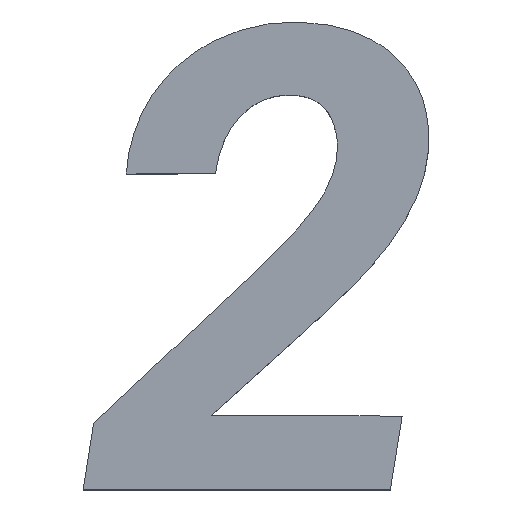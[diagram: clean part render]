
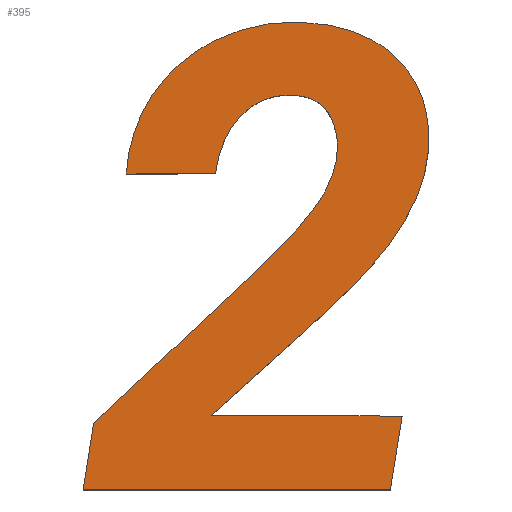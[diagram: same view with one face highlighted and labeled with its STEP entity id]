
A CAD part, top view. The second image highlights one B-rep face of the part: STEP entity #395.
In plain terms, the highlighted planar face has unit normal (0, 0, 1).
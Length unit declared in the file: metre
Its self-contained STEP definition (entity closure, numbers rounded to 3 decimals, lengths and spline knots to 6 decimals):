
#27=CIRCLE('',#424,0.000801);
#28=CIRCLE('',#426,0.001938);
#29=CIRCLE('',#428,0.001952);
#30=CIRCLE('',#430,0.002212);
#38=B_SPLINE_CURVE_WITH_KNOTS('',2,(#613,#614,#615),.UNSPECIFIED.,.F.,.F.,
(3,3),(0.,1.),.PIECEWISE_BEZIER_KNOTS.);
#39=B_SPLINE_CURVE_WITH_KNOTS('',2,(#626,#627,#628),.UNSPECIFIED.,.F.,.F.,
(3,3),(0.,1.),.PIECEWISE_BEZIER_KNOTS.);
#40=B_SPLINE_CURVE_WITH_KNOTS('',2,(#639,#640,#641),.UNSPECIFIED.,.F.,.F.,
(3,3),(0.,1.),.PIECEWISE_BEZIER_KNOTS.);
#41=B_SPLINE_CURVE_WITH_KNOTS('',2,(#654,#655,#656),.UNSPECIFIED.,.F.,.F.,
(3,3),(0.,1.),.PIECEWISE_BEZIER_KNOTS.);
#42=B_SPLINE_CURVE_WITH_KNOTS('',2,(#679,#680,#681),.UNSPECIFIED.,.F.,.F.,
(3,3),(0.,1.),.PIECEWISE_BEZIER_KNOTS.);
#43=B_SPLINE_CURVE_WITH_KNOTS('',2,(#692,#693,#694),.UNSPECIFIED.,.F.,.F.,
(3,3),(0.,1.),.PIECEWISE_BEZIER_KNOTS.);
#44=B_SPLINE_CURVE_WITH_KNOTS('',2,(#696,#697,#698),.UNSPECIFIED.,.F.,.F.,
(3,3),(0.,1.),.PIECEWISE_BEZIER_KNOTS.);
#136=ORIENTED_EDGE('',*,*,#179,.F.);
#137=ORIENTED_EDGE('',*,*,#182,.F.);
#138=ORIENTED_EDGE('',*,*,#184,.F.);
#139=ORIENTED_EDGE('',*,*,#186,.F.);
#140=ORIENTED_EDGE('',*,*,#188,.F.);
#141=ORIENTED_EDGE('',*,*,#215,.F.);
#142=ORIENTED_EDGE('',*,*,#214,.F.);
#143=ORIENTED_EDGE('',*,*,#212,.F.);
#144=ORIENTED_EDGE('',*,*,#210,.F.);
#145=ORIENTED_EDGE('',*,*,#208,.F.);
#146=ORIENTED_EDGE('',*,*,#206,.F.);
#147=ORIENTED_EDGE('',*,*,#190,.F.);
#148=ORIENTED_EDGE('',*,*,#204,.F.);
#149=ORIENTED_EDGE('',*,*,#203,.F.);
#150=ORIENTED_EDGE('',*,*,#201,.F.);
#151=ORIENTED_EDGE('',*,*,#199,.F.);
#152=ORIENTED_EDGE('',*,*,#197,.F.);
#153=ORIENTED_EDGE('',*,*,#193,.F.);
#154=ORIENTED_EDGE('',*,*,#195,.F.);
#179=EDGE_CURVE('',#235,#236,#263,.T.);
#182=EDGE_CURVE('',#237,#235,#266,.T.);
#184=EDGE_CURVE('',#238,#237,#268,.T.);
#186=EDGE_CURVE('',#239,#238,#270,.T.);
#188=EDGE_CURVE('',#240,#239,#272,.T.);
#190=EDGE_CURVE('',#241,#242,#274,.T.);
#193=EDGE_CURVE('',#243,#244,#277,.T.);
#195=EDGE_CURVE('',#236,#243,#279,.T.);
#197=EDGE_CURVE('',#244,#245,#38,.T.);
#199=EDGE_CURVE('',#245,#246,#39,.T.);
#201=EDGE_CURVE('',#246,#247,#40,.T.);
#203=EDGE_CURVE('',#247,#248,#27,.T.);
#204=EDGE_CURVE('',#248,#241,#41,.T.);
#206=EDGE_CURVE('',#242,#249,#28,.F.);
#208=EDGE_CURVE('',#249,#250,#29,.F.);
#210=EDGE_CURVE('',#250,#251,#30,.F.);
#212=EDGE_CURVE('',#251,#252,#42,.T.);
#214=EDGE_CURVE('',#252,#253,#43,.T.);
#215=EDGE_CURVE('',#253,#240,#44,.T.);
#235=VERTEX_POINT('',#569);
#236=VERTEX_POINT('',#571);
#237=VERTEX_POINT('',#575);
#238=VERTEX_POINT('',#579);
#239=VERTEX_POINT('',#583);
#240=VERTEX_POINT('',#587);
#241=VERTEX_POINT('',#591);
#242=VERTEX_POINT('',#593);
#243=VERTEX_POINT('',#597);
#244=VERTEX_POINT('',#599);
#245=VERTEX_POINT('',#612);
#246=VERTEX_POINT('',#625);
#247=VERTEX_POINT('',#638);
#248=VERTEX_POINT('',#644);
#249=VERTEX_POINT('',#659);
#250=VERTEX_POINT('',#663);
#251=VERTEX_POINT('',#667);
#252=VERTEX_POINT('',#678);
#253=VERTEX_POINT('',#691);
#263=LINE('',#570,#298);
#266=LINE('',#576,#301);
#268=LINE('',#580,#303);
#270=LINE('',#584,#305);
#272=LINE('',#588,#307);
#274=LINE('',#592,#309);
#277=LINE('',#598,#312);
#279=LINE('',#602,#314);
#298=VECTOR('',#455,1.);
#301=VECTOR('',#460,1.);
#303=VECTOR('',#464,1.);
#305=VECTOR('',#468,1.);
#307=VECTOR('',#472,1.);
#309=VECTOR('',#476,1.);
#312=VECTOR('',#481,1.);
#314=VECTOR('',#485,1.);
#343=EDGE_LOOP('',(#136,#137,#138,#139,#140,#141,#142,#143,#144,#145,#146,
#147,#148,#149,#150,#151,#152,#153,#154));
#364=FACE_BOUND('',#343,.T.);
#375=PLANE('',#431);
#395=ADVANCED_FACE('',(#364),#375,.T.);
#424=AXIS2_PLACEMENT_3D('',#645,#492,#493);
#426=AXIS2_PLACEMENT_3D('',#660,#497,#498);
#428=AXIS2_PLACEMENT_3D('',#664,#502,#503);
#430=AXIS2_PLACEMENT_3D('',#668,#507,#508);
#431=AXIS2_PLACEMENT_3D('',#695,#511,#512);
#455=DIRECTION('',(-1.,0.,0.));
#460=DIRECTION('',(-0.157,-0.988,0.));
#464=DIRECTION('',(1.,-0.003,0.));
#468=DIRECTION('',(-0.743,-0.669,0.));
#472=DIRECTION('',(-0.725,-0.689,0.));
#476=DIRECTION('',(-1.,-0.003,0.));
#481=DIRECTION('',(0.729,0.684,0.));
#485=DIRECTION('',(0.155,0.988,0.));
#492=DIRECTION('',(0.,0.,1.));
#493=DIRECTION('',(1.,0.,0.));
#497=DIRECTION('',(0.,0.,1.));
#498=DIRECTION('',(1.,0.,0.));
#502=DIRECTION('',(0.,0.,1.));
#503=DIRECTION('',(1.,0.,0.));
#507=DIRECTION('',(0.,0.,1.));
#508=DIRECTION('',(1.,0.,0.));
#511=DIRECTION('',(0.,0.,1.));
#512=DIRECTION('',(1.,0.,0.));
#569=CARTESIAN_POINT('',(0.20057,-0.066573,0.0012));
#570=CARTESIAN_POINT('',(0.198665,-0.066573,0.0012));
#571=CARTESIAN_POINT('',(0.196761,-0.066573,0.0012));
#575=CARTESIAN_POINT('',(0.200715,-0.065658,0.0012));
#576=CARTESIAN_POINT('',(0.200642,-0.066115,0.0012));
#579=CARTESIAN_POINT('',(0.198352,-0.06565,0.0012));
#580=CARTESIAN_POINT('',(0.199534,-0.065654,0.0012));
#583=CARTESIAN_POINT('',(0.199522,-0.064597,0.0012));
#584=CARTESIAN_POINT('',(0.198937,-0.065124,0.0012));
#587=CARTESIAN_POINT('',(0.200087,-0.064059,0.0012));
#588=CARTESIAN_POINT('',(0.199804,-0.064328,0.0012));
#591=CARTESIAN_POINT('',(0.198402,-0.062653,0.0012));
#592=CARTESIAN_POINT('',(0.197848,-0.062655,0.0012));
#593=CARTESIAN_POINT('',(0.197295,-0.062657,0.0012));
#597=CARTESIAN_POINT('',(0.19689,-0.065748,0.0012));
#598=CARTESIAN_POINT('',(0.197906,-0.064796,0.0012));
#599=CARTESIAN_POINT('',(0.198921,-0.063843,0.0012));
#602=CARTESIAN_POINT('',(0.196825,-0.06616,0.0012));
#612=CARTESIAN_POINT('',(0.19975,-0.062893,0.0012));
#613=CARTESIAN_POINT('',(0.198921,-0.063843,0.0012));
#614=CARTESIAN_POINT('',(0.199545,-0.063258,0.0012));
#615=CARTESIAN_POINT('',(0.19975,-0.062893,0.0012));
#625=CARTESIAN_POINT('',(0.199902,-0.062178,0.0012));
#626=CARTESIAN_POINT('',(0.19975,-0.062893,0.0012));
#627=CARTESIAN_POINT('',(0.199954,-0.062527,0.0012));
#628=CARTESIAN_POINT('',(0.199902,-0.062178,0.0012));
#638=CARTESIAN_POINT('',(0.199341,-0.061679,0.0012));
#639=CARTESIAN_POINT('',(0.199902,-0.062178,0.0012));
#640=CARTESIAN_POINT('',(0.199821,-0.061692,0.0012));
#641=CARTESIAN_POINT('',(0.199341,-0.061679,0.0012));
#644=CARTESIAN_POINT('',(0.19871,-0.061943,0.0012));
#645=CARTESIAN_POINT('',(0.199305,-0.062481,0.0012));
#654=CARTESIAN_POINT('',(0.19871,-0.061943,0.0012));
#655=CARTESIAN_POINT('',(0.198457,-0.062213,0.0012));
#656=CARTESIAN_POINT('',(0.198402,-0.062653,0.0012));
#659=CARTESIAN_POINT('',(0.197613,-0.061687,0.0012));
#660=CARTESIAN_POINT('',(0.199231,-0.062754,0.0012));
#663=CARTESIAN_POINT('',(0.198377,-0.06101,0.0012));
#664=CARTESIAN_POINT('',(0.199244,-0.062759,0.0012));
#667=CARTESIAN_POINT('',(0.199407,-0.060772,0.0012));
#668=CARTESIAN_POINT('',(0.199374,-0.062984,0.0012));
#678=CARTESIAN_POINT('',(0.200649,-0.06122,0.0012));
#679=CARTESIAN_POINT('',(0.199407,-0.060772,0.0012));
#680=CARTESIAN_POINT('',(0.200205,-0.060788,0.0012));
#681=CARTESIAN_POINT('',(0.200649,-0.06122,0.0012));
#691=CARTESIAN_POINT('',(0.201041,-0.06237,0.0012));
#692=CARTESIAN_POINT('',(0.200649,-0.06122,0.0012));
#693=CARTESIAN_POINT('',(0.201092,-0.061652,0.0012));
#694=CARTESIAN_POINT('',(0.201041,-0.06237,0.0012));
#695=CARTESIAN_POINT('',(0.07858,-0.042385,0.0012));
#696=CARTESIAN_POINT('',(0.201041,-0.06237,0.0012));
#697=CARTESIAN_POINT('',(0.200978,-0.06318,0.0012));
#698=CARTESIAN_POINT('',(0.200087,-0.064059,0.0012));
